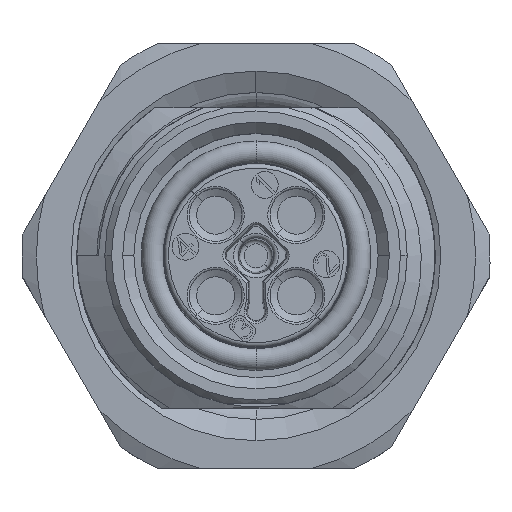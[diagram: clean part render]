
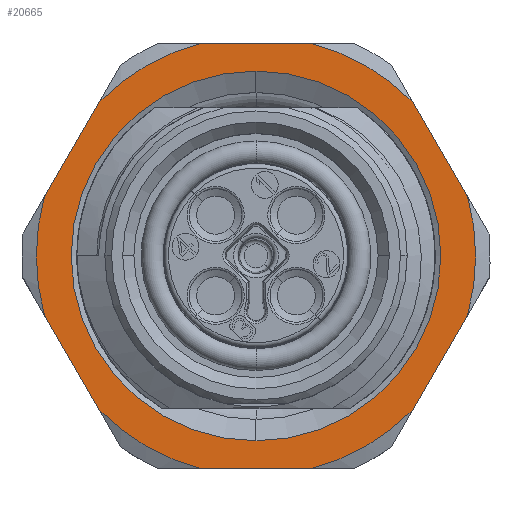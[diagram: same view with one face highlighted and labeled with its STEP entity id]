
A CAD part, top view. The second image highlights one B-rep face of the part: STEP entity #20665.
In plain terms, the highlighted planar face has unit normal (0, 0, 1).
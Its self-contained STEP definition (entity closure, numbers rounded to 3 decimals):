
#20214=DIRECTION('',(-0.5,-0.866,0.));
#20215=VECTOR('',#20214,4.866);
#20216=CARTESIAN_POINT('',(9.444,-2.643,0.));
#20217=LINE('',#20216,#20215);
#20218=CARTESIAN_POINT('',(0.,0.,0.));
#20219=DIRECTION('',(0.,0.,-1.));
#20220=DIRECTION('',(0.715,-0.699,0.));
#20221=AXIS2_PLACEMENT_3D('',#20218,#20219,#20220);
#20223=DIRECTION('',(-1.,0.,0.));
#20224=VECTOR('',#20223,4.866);
#20225=CARTESIAN_POINT('',(2.433,-9.5,0.));
#20226=LINE('',#20225,#20224);
#20227=CARTESIAN_POINT('',(0.,0.,0.));
#20228=DIRECTION('',(0.,0.,-1.));
#20229=DIRECTION('',(-0.248,-0.969,0.));
#20230=AXIS2_PLACEMENT_3D('',#20227,#20228,#20229);
#20232=DIRECTION('',(-0.5,0.866,0.));
#20233=VECTOR('',#20232,4.866);
#20234=CARTESIAN_POINT('',(-7.011,-6.857,0.));
#20235=LINE('',#20234,#20233);
#20236=DIRECTION('',(0.5,0.866,0.));
#20237=VECTOR('',#20236,4.866);
#20238=CARTESIAN_POINT('',(-9.444,2.643,0.));
#20239=LINE('',#20238,#20237);
#20240=CARTESIAN_POINT('',(0.,0.,0.));
#20241=DIRECTION('',(0.,0.,-1.));
#20242=DIRECTION('',(-0.715,0.699,0.));
#20243=AXIS2_PLACEMENT_3D('',#20240,#20241,#20242);
#20245=DIRECTION('',(1.,0.,0.));
#20246=VECTOR('',#20245,4.866);
#20247=CARTESIAN_POINT('',(-2.433,9.5,0.));
#20248=LINE('',#20247,#20246);
#20249=CARTESIAN_POINT('',(0.,0.,0.));
#20250=DIRECTION('',(0.,0.,-1.));
#20251=DIRECTION('',(0.248,0.969,0.));
#20252=AXIS2_PLACEMENT_3D('',#20249,#20250,#20251);
#20254=DIRECTION('',(0.5,-0.866,0.));
#20255=VECTOR('',#20254,4.866);
#20256=CARTESIAN_POINT('',(7.011,6.857,0.));
#20257=LINE('',#20256,#20255);
#20258=CARTESIAN_POINT('',(0.,0.,0.));
#20259=DIRECTION('',(0.,0.,-1.));
#20260=DIRECTION('',(0.,1.,0.));
#20261=AXIS2_PLACEMENT_3D('',#20258,#20259,#20260);
#20271=CARTESIAN_POINT('',(0.,0.,0.));
#20272=DIRECTION('',(0.,0.,1.));
#20273=DIRECTION('',(0.,1.,0.));
#20274=AXIS2_PLACEMENT_3D('',#20271,#20272,#20273);
#20378=CARTESIAN_POINT('',(0.,0.,0.));
#20379=DIRECTION('',(0.,0.,1.));
#20380=DIRECTION('',(0.963,-0.269,0.));
#20381=AXIS2_PLACEMENT_3D('',#20378,#20379,#20380);
#20403=CARTESIAN_POINT('',(0.,0.,0.));
#20404=DIRECTION('',(0.,0.,1.));
#20405=DIRECTION('',(-0.963,0.269,0.));
#20406=AXIS2_PLACEMENT_3D('',#20403,#20404,#20405);
#20460=CARTESIAN_POINT('',(-9.444,-2.643,0.));
#20472=CARTESIAN_POINT('',(-9.444,2.643,0.));
#20519=CARTESIAN_POINT('',(9.444,2.643,0.));
#20531=CARTESIAN_POINT('',(9.444,-2.643,0.));
#20580=CARTESIAN_POINT('',(7.011,-6.857,0.));
#20581=CARTESIAN_POINT('',(2.433,-9.5,0.));
#20582=VERTEX_POINT('',#20580);
#20583=VERTEX_POINT('',#20581);
#20584=CARTESIAN_POINT('',(-2.433,-9.5,0.));
#20585=CARTESIAN_POINT('',(-7.011,-6.857,0.));
#20586=VERTEX_POINT('',#20584);
#20587=VERTEX_POINT('',#20585);
#20588=CARTESIAN_POINT('',(-7.011,6.857,0.));
#20589=CARTESIAN_POINT('',(-2.433,9.5,0.));
#20590=VERTEX_POINT('',#20588);
#20591=VERTEX_POINT('',#20589);
#20592=CARTESIAN_POINT('',(2.433,9.5,0.));
#20593=CARTESIAN_POINT('',(7.011,6.857,0.));
#20594=VERTEX_POINT('',#20592);
#20595=VERTEX_POINT('',#20593);
#20613=VERTEX_POINT('',#20531);
#20614=VERTEX_POINT('',#20519);
#20617=VERTEX_POINT('',#20472);
#20618=VERTEX_POINT('',#20460);
#20620=CARTESIAN_POINT('',(0.,8.25,0.));
#20621=VERTEX_POINT('',#20620);
#20624=CARTESIAN_POINT('',(0.,-8.25,0.));
#20625=VERTEX_POINT('',#20624);
#20628=CARTESIAN_POINT('',(0.,0.,0.));
#20629=DIRECTION('',(0.,0.,-1.));
#20630=DIRECTION('',(0.,-1.,0.));
#20631=AXIS2_PLACEMENT_3D('',#20628,#20629,#20630);
#20632=PLANE('',#20631);
#20634=ORIENTED_EDGE('',*,*,#20633,.F.);
#20636=ORIENTED_EDGE('',*,*,#20635,.T.);
#20638=ORIENTED_EDGE('',*,*,#20637,.T.);
#20640=ORIENTED_EDGE('',*,*,#20639,.T.);
#20642=ORIENTED_EDGE('',*,*,#20641,.T.);
#20644=ORIENTED_EDGE('',*,*,#20643,.T.);
#20646=ORIENTED_EDGE('',*,*,#20645,.F.);
#20648=ORIENTED_EDGE('',*,*,#20647,.T.);
#20650=ORIENTED_EDGE('',*,*,#20649,.T.);
#20652=ORIENTED_EDGE('',*,*,#20651,.T.);
#20654=ORIENTED_EDGE('',*,*,#20653,.T.);
#20656=ORIENTED_EDGE('',*,*,#20655,.T.);
#20657=EDGE_LOOP('',(#20634,#20636,#20638,#20640,#20642,#20644,#20646,#20648,
#20650,#20652,#20654,#20656));
#20658=FACE_OUTER_BOUND('',#20657,.F.);
#20660=ORIENTED_EDGE('',*,*,#20659,.F.);
#20662=ORIENTED_EDGE('',*,*,#20661,.T.);
#20663=EDGE_LOOP('',(#20660,#20662));
#20664=FACE_BOUND('',#20663,.F.);
#20665=ADVANCED_FACE('',(#20658,#20664),#20632,.F.);
#20222=CIRCLE('',#20221,9.807);
#20231=CIRCLE('',#20230,9.807);
#20244=CIRCLE('',#20243,9.807);
#20253=CIRCLE('',#20252,9.807);
#20262=CIRCLE('',#20261,8.25);
#20275=CIRCLE('',#20274,8.25);
#20382=CIRCLE('',#20381,9.807);
#20407=CIRCLE('',#20406,9.807);
#20633=EDGE_CURVE('',#20613,#20614,#20382,.T.);
#20635=EDGE_CURVE('',#20613,#20582,#20217,.T.);
#20637=EDGE_CURVE('',#20582,#20583,#20222,.T.);
#20639=EDGE_CURVE('',#20583,#20586,#20226,.T.);
#20641=EDGE_CURVE('',#20586,#20587,#20231,.T.);
#20643=EDGE_CURVE('',#20587,#20618,#20235,.T.);
#20645=EDGE_CURVE('',#20617,#20618,#20407,.T.);
#20647=EDGE_CURVE('',#20617,#20590,#20239,.T.);
#20649=EDGE_CURVE('',#20590,#20591,#20244,.T.);
#20651=EDGE_CURVE('',#20591,#20594,#20248,.T.);
#20653=EDGE_CURVE('',#20594,#20595,#20253,.T.);
#20655=EDGE_CURVE('',#20595,#20614,#20257,.T.);
#20659=EDGE_CURVE('',#20621,#20625,#20262,.T.);
#20661=EDGE_CURVE('',#20621,#20625,#20275,.T.);
